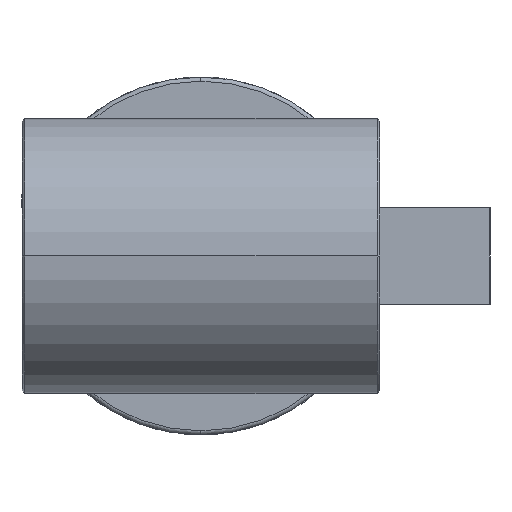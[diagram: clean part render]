
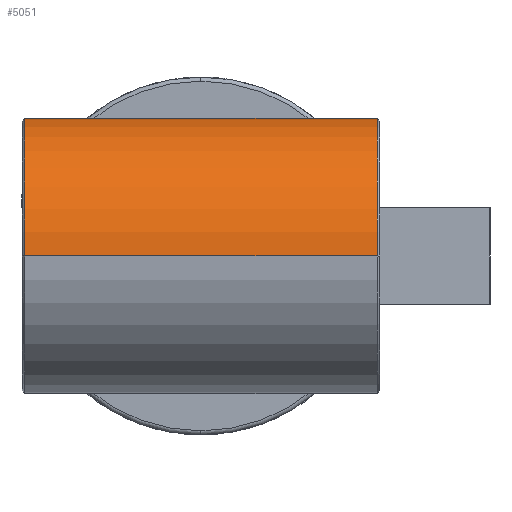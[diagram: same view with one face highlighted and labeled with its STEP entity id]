
A CAD part, left-side view. The second image highlights one B-rep face of the part: STEP entity #5051.
In plain terms, the highlighted cylindrical face has radius 50 mm (diameter 100 mm), a partial arc.
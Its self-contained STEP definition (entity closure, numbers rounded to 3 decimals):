
#127 = AXIS2_PLACEMENT_3D ( 'NONE', #8766, #1764, #1708 ) ;
#145 = EDGE_CURVE ( 'NONE', #8604, #3384, #10088, .T. ) ;
#550 = VERTEX_POINT ( 'NONE', #3921 ) ;
#597 = VECTOR ( 'NONE', #9192, 1000. ) ;
#915 = AXIS2_PLACEMENT_3D ( 'NONE', #6639, #3617, #9772 ) ;
#1036 = CARTESIAN_POINT ( 'NONE',  ( 0., -64., 0. ) ) ;
#1423 = DIRECTION ( 'NONE',  ( 0., -1., 0. ) ) ;
#1507 = DIRECTION ( 'NONE',  ( 1., 0., 0. ) ) ;
#1708 = DIRECTION ( 'NONE',  ( 1., 0., 0. ) ) ;
#1764 = DIRECTION ( 'NONE',  ( 0., -1., 0. ) ) ;
#1831 = ORIENTED_EDGE ( 'NONE', *, *, #145, .F. ) ;
#2143 = ORIENTED_EDGE ( 'NONE', *, *, #4217, .T. ) ;
#2815 = CYLINDRICAL_SURFACE ( 'NONE', #915, 50. ) ;
#2930 = VERTEX_POINT ( 'NONE', #8294 ) ;
#3384 = VERTEX_POINT ( 'NONE', #1036 ) ;
#3617 = DIRECTION ( 'NONE',  ( 0., -1., 0. ) ) ;
#3921 = CARTESIAN_POINT ( 'NONE',  ( -100., -64., 0. ) ) ;
#4007 = DIRECTION ( 'NONE',  ( 0., -1., 0. ) ) ;
#4217 = EDGE_CURVE ( 'NONE', #8604, #2930, #5318, .T. ) ;
#4440 = CARTESIAN_POINT ( 'NONE',  ( -100., -70., 0. ) ) ;
#4448 = FACE_OUTER_BOUND ( 'NONE', #7772, .T. ) ;
#4654 = CARTESIAN_POINT ( 'NONE',  ( 0., -70., 0. ) ) ;
#5051 = ADVANCED_FACE ( 'NONE', ( #4448 ), #2815, .T. ) ;
#5312 = EDGE_CURVE ( 'NONE', #2930, #550, #6071, .T. ) ;
#5318 = CIRCLE ( 'NONE', #9569, 50. ) ;
#6071 = LINE ( 'NONE', #4440, #597 ) ;
#6639 = CARTESIAN_POINT ( 'NONE',  ( -50., -70., 0. ) ) ;
#7023 = CIRCLE ( 'NONE', #127, 50. ) ;
#7033 = ORIENTED_EDGE ( 'NONE', *, *, #9927, .F. ) ;
#7772 = EDGE_LOOP ( 'NONE', ( #2143, #9587, #7033, #1831 ) ) ;
#7885 = CARTESIAN_POINT ( 'NONE',  ( -50., 64., 0. ) ) ;
#8294 = CARTESIAN_POINT ( 'NONE',  ( -100., 64., 0. ) ) ;
#8604 = VERTEX_POINT ( 'NONE', #8922 ) ;
#8727 = VECTOR ( 'NONE', #1423, 1000. ) ;
#8766 = CARTESIAN_POINT ( 'NONE',  ( -50., -64., 0. ) ) ;
#8922 = CARTESIAN_POINT ( 'NONE',  ( 0., 64., 0. ) ) ;
#9192 = DIRECTION ( 'NONE',  ( 0., -1., 0. ) ) ;
#9569 = AXIS2_PLACEMENT_3D ( 'NONE', #7885, #4007, #1507 ) ;
#9587 = ORIENTED_EDGE ( 'NONE', *, *, #5312, .T. ) ;
#9772 = DIRECTION ( 'NONE',  ( 1., 0., 0. ) ) ;
#9927 = EDGE_CURVE ( 'NONE', #3384, #550, #7023, .T. ) ;
#10088 = LINE ( 'NONE', #4654, #8727 ) ;
